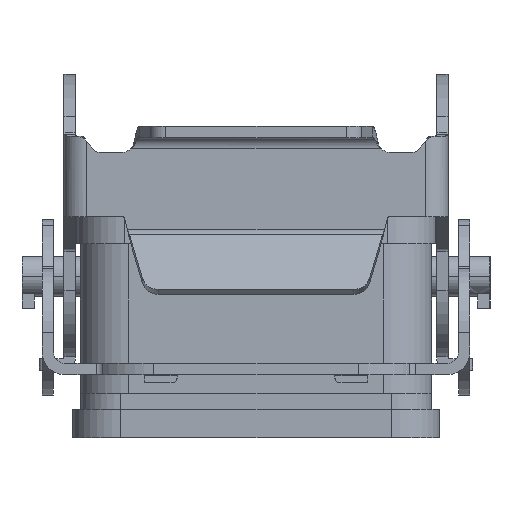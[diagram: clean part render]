
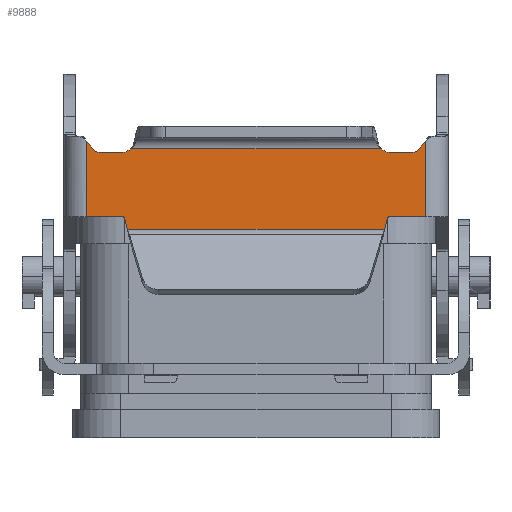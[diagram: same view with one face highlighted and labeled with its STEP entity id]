
A CAD part, left-side view. The second image highlights one B-rep face of the part: STEP entity #9888.
In plain terms, the highlighted planar face has unit normal (-1, 0, 0).
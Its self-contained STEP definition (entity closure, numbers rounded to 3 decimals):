
#6374=CARTESIAN_POINT('',(-103.167,-15.923,5.801));
#6375=VERTEX_POINT('',#6374);
#7050=CARTESIAN_POINT('',(-103.167,-15.496,15.778));
#7051=VERTEX_POINT('',#7050);
#7118=CARTESIAN_POINT('',(-103.167,-16.533,15.361));
#7119=VERTEX_POINT('',#7118);
#7120=CARTESIAN_POINT('',(-103.167,-16.533,16.861));
#7121=DIRECTION('',(1.0,0.,0.));
#7122=DIRECTION('',(0.,-0.966,0.259));
#7123=AXIS2_PLACEMENT_3D('',#7120,#7121,#7122);
#7124=CIRCLE('',#7123,1.5);
#7125=EDGE_CURVE('',#7119,#7051,#7124,.T.);
#7441=CARTESIAN_POINT('',(-103.167,-21.,16.685));
#7442=VERTEX_POINT('',#7441);
#7843=CARTESIAN_POINT('',(-103.167,-21.,7.361));
#7844=VERTEX_POINT('',#7843);
#7845=CARTESIAN_POINT('',(-103.167,-21.,7.361));
#7846=DIRECTION('',(0.0,0.0,1.0));
#7847=VECTOR('',#7846,9.324);
#7848=LINE('',#7845,#7847);
#7849=EDGE_CURVE('',#7844,#7442,#7848,.T.);
#8786=CARTESIAN_POINT('',(-103.167,-19.423,15.361));
#8787=VERTEX_POINT('',#8786);
#8794=CARTESIAN_POINT('',(-103.167,-20.189,15.718));
#8795=VERTEX_POINT('',#8794);
#8796=CARTESIAN_POINT('',(-103.167,-19.423,16.361));
#8797=DIRECTION('',(1.0,0.0,0.0));
#8798=DIRECTION('',(0.0,0.0,1.0));
#8799=AXIS2_PLACEMENT_3D('',#8796,#8797,#8798);
#8800=CIRCLE('',#8799,1.0);
#8801=EDGE_CURVE('',#8795,#8787,#8800,.T.);
#8824=CARTESIAN_POINT('',(-103.167,-19.423,15.361));
#8825=DIRECTION('',(0.0,1.0,0.0));
#8826=VECTOR('',#8825,2.889);
#8827=LINE('',#8824,#8826);
#8828=EDGE_CURVE('',#8787,#7119,#8827,.T.);
#8849=CARTESIAN_POINT('',(-103.167,-16.292,7.176));
#8850=VERTEX_POINT('',#8849);
#8857=CARTESIAN_POINT('',(-103.167,-15.923,5.801));
#8858=DIRECTION('',(0.0,-0.259,0.966));
#8859=VECTOR('',#8858,1.423);
#8860=LINE('',#8857,#8859);
#8861=EDGE_CURVE('',#6375,#8850,#8860,.T.);
#8901=CARTESIAN_POINT('',(-103.167,-16.533,7.361));
#8902=VERTEX_POINT('',#8901);
#8909=CARTESIAN_POINT('',(-103.167,-16.533,7.111));
#8910=DIRECTION('',(1.0,0.0,0.0));
#8911=DIRECTION('',(0.0,0.0,-1.0));
#8912=AXIS2_PLACEMENT_3D('',#8909,#8910,#8911);
#8913=CIRCLE('',#8912,0.25);
#8914=EDGE_CURVE('',#8850,#8902,#8913,.T.);
#8925=CARTESIAN_POINT('',(-103.167,-16.533,7.361));
#8926=DIRECTION('',(0.0,-1.0,0.0));
#8927=VECTOR('',#8926,4.467);
#8928=LINE('',#8925,#8927);
#8929=EDGE_CURVE('',#8902,#7844,#8928,.T.);
#8960=CARTESIAN_POINT('',(-103.167,-21.,16.685));
#8961=DIRECTION('',(0.0,0.643,-0.766));
#8962=VECTOR('',#8961,1.262);
#8963=LINE('',#8960,#8962);
#8964=EDGE_CURVE('',#7442,#8795,#8963,.T.);
#9714=CARTESIAN_POINT('',(-103.167,15.923,5.801));
#9715=VERTEX_POINT('',#9714);
#9764=CARTESIAN_POINT('',(-103.167,15.923,5.801));
#9765=DIRECTION('',(0.0,-1.0,0.0));
#9766=VECTOR('',#9765,31.847);
#9767=LINE('',#9764,#9766);
#9768=EDGE_CURVE('',#9715,#6375,#9767,.T.);
#9788=CARTESIAN_POINT('',(-103.167,16.292,7.176));
#9789=VERTEX_POINT('',#9788);
#9790=CARTESIAN_POINT('',(-103.167,15.923,5.801));
#9791=DIRECTION('',(0.0,0.259,0.966));
#9792=VECTOR('',#9791,1.423);
#9793=LINE('',#9790,#9792);
#9794=EDGE_CURVE('',#9715,#9789,#9793,.T.);
#9806=CARTESIAN_POINT('',(-103.167,30.488,9.355));
#9807=DIRECTION('',(1.0,0.0,0.0));
#9808=DIRECTION('',(0.0,0.0,1.0));
#9809=AXIS2_PLACEMENT_3D('',#9806,#9807,#9808);
#9810=PLANE('',#9809);
#9811=CARTESIAN_POINT('',(-103.167,15.496,15.778));
#9812=VERTEX_POINT('',#9811);
#9813=CARTESIAN_POINT('',(-103.167,-15.496,15.778));
#9814=DIRECTION('',(0.0,1.0,0.0));
#9815=VECTOR('',#9814,30.992);
#9816=LINE('',#9813,#9815);
#9817=EDGE_CURVE('',#7051,#9812,#9816,.T.);
#9818=ORIENTED_EDGE('',*,*,#9817,.T.);
#9819=CARTESIAN_POINT('',(-103.167,16.533,15.361));
#9820=VERTEX_POINT('',#9819);
#9821=CARTESIAN_POINT('',(-103.167,16.533,16.861));
#9822=DIRECTION('',(-1.0,0.,0.));
#9823=DIRECTION('',(0.,0.966,0.259));
#9824=AXIS2_PLACEMENT_3D('',#9821,#9822,#9823);
#9825=CIRCLE('',#9824,1.5);
#9826=EDGE_CURVE('',#9820,#9812,#9825,.T.);
#9827=ORIENTED_EDGE('',*,*,#9826,.F.);
#9828=CARTESIAN_POINT('',(-103.167,19.423,15.361));
#9829=VERTEX_POINT('',#9828);
#9830=CARTESIAN_POINT('',(-103.167,19.423,15.361));
#9831=DIRECTION('',(0.0,-1.0,0.0));
#9832=VECTOR('',#9831,2.889);
#9833=LINE('',#9830,#9832);
#9834=EDGE_CURVE('',#9829,#9820,#9833,.T.);
#9835=ORIENTED_EDGE('',*,*,#9834,.F.);
#9836=CARTESIAN_POINT('',(-103.167,20.189,15.718));
#9837=VERTEX_POINT('',#9836);
#9838=CARTESIAN_POINT('',(-103.167,19.423,16.361));
#9839=DIRECTION('',(-1.0,0.0,0.0));
#9840=DIRECTION('',(0.0,0.0,1.0));
#9841=AXIS2_PLACEMENT_3D('',#9838,#9839,#9840);
#9842=CIRCLE('',#9841,1.0);
#9843=EDGE_CURVE('',#9837,#9829,#9842,.T.);
#9844=ORIENTED_EDGE('',*,*,#9843,.F.);
#9845=CARTESIAN_POINT('',(-103.167,21.,16.685));
#9846=VERTEX_POINT('',#9845);
#9847=CARTESIAN_POINT('',(-103.167,21.,16.685));
#9848=DIRECTION('',(0.0,-0.643,-0.766));
#9849=VECTOR('',#9848,1.262);
#9850=LINE('',#9847,#9849);
#9851=EDGE_CURVE('',#9846,#9837,#9850,.T.);
#9852=ORIENTED_EDGE('',*,*,#9851,.F.);
#9853=CARTESIAN_POINT('',(-103.167,21.,7.361));
#9854=VERTEX_POINT('',#9853);
#9855=CARTESIAN_POINT('',(-103.167,21.,16.685));
#9856=DIRECTION('',(0.0,0.0,-1.0));
#9857=VECTOR('',#9856,9.324);
#9858=LINE('',#9855,#9857);
#9859=EDGE_CURVE('',#9846,#9854,#9858,.T.);
#9860=ORIENTED_EDGE('',*,*,#9859,.T.);
#9861=CARTESIAN_POINT('',(-103.167,16.533,7.361));
#9862=VERTEX_POINT('',#9861);
#9863=CARTESIAN_POINT('',(-103.167,16.533,7.361));
#9864=DIRECTION('',(0.0,1.0,0.0));
#9865=VECTOR('',#9864,4.467);
#9866=LINE('',#9863,#9865);
#9867=EDGE_CURVE('',#9862,#9854,#9866,.T.);
#9868=ORIENTED_EDGE('',*,*,#9867,.F.);
#9869=CARTESIAN_POINT('',(-103.167,16.533,7.111));
#9870=DIRECTION('',(-1.0,0.0,0.0));
#9871=DIRECTION('',(0.0,0.0,-1.0));
#9872=AXIS2_PLACEMENT_3D('',#9869,#9870,#9871);
#9873=CIRCLE('',#9872,0.25);
#9874=EDGE_CURVE('',#9789,#9862,#9873,.T.);
#9875=ORIENTED_EDGE('',*,*,#9874,.F.);
#9876=ORIENTED_EDGE('',*,*,#9794,.F.);
#9877=ORIENTED_EDGE('',*,*,#9768,.T.);
#9878=ORIENTED_EDGE('',*,*,#8861,.T.);
#9879=ORIENTED_EDGE('',*,*,#8914,.T.);
#9880=ORIENTED_EDGE('',*,*,#8929,.T.);
#9881=ORIENTED_EDGE('',*,*,#7849,.T.);
#9882=ORIENTED_EDGE('',*,*,#8964,.T.);
#9883=ORIENTED_EDGE('',*,*,#8801,.T.);
#9884=ORIENTED_EDGE('',*,*,#8828,.T.);
#9885=ORIENTED_EDGE('',*,*,#7125,.T.);
#9886=EDGE_LOOP('',(#9818,#9827,#9835,#9844,#9852,#9860,#9868,#9875,#9876,#9877,#9878,#9879,#9880,#9881,#9882,#9883,#9884,#9885));
#9887=FACE_OUTER_BOUND('',#9886,.T.);
#9888=ADVANCED_FACE('',(#9887),#9810,.F.);
